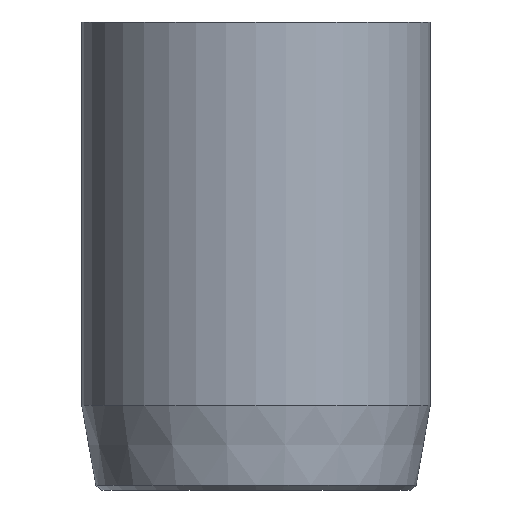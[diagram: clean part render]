
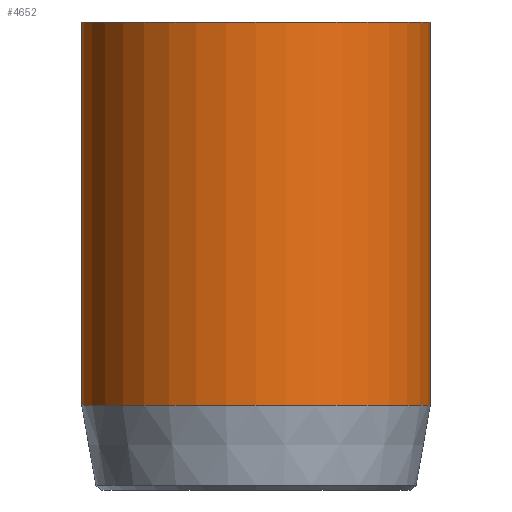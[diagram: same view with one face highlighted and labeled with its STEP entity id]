
A CAD part, front view. The second image highlights one B-rep face of the part: STEP entity #4652.
In plain terms, the highlighted cylindrical face has radius 1.75 mm (diameter 3.5 mm), a full revolution.
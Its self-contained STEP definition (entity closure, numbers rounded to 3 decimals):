
#624=CYLINDRICAL_SURFACE('',#4812,1.75);
#861=FACE_OUTER_BOUND('',#1137,.T.);
#1137=EDGE_LOOP('',(#4307,#4308,#4309,#4310,#4311));
#1468=LINE('',#8929,#1809);
#1809=VECTOR('',#5323,1.75);
#1847=CIRCLE('',#4797,1.75);
#1852=CIRCLE('',#4810,1.75);
#1853=CIRCLE('',#4811,1.75);
#2290=VERTEX_POINT('',#8903);
#2295=VERTEX_POINT('',#8923);
#2296=VERTEX_POINT('',#8924);
#2964=EDGE_CURVE('',#2290,#2290,#1847,.T.);
#2971=EDGE_CURVE('',#2295,#2296,#1852,.T.);
#2972=EDGE_CURVE('',#2296,#2295,#1853,.T.);
#2974=EDGE_CURVE('',#2290,#2295,#1468,.T.);
#4307=ORIENTED_EDGE('',*,*,#2964,.T.);
#4308=ORIENTED_EDGE('',*,*,#2974,.T.);
#4309=ORIENTED_EDGE('',*,*,#2971,.T.);
#4310=ORIENTED_EDGE('',*,*,#2972,.T.);
#4311=ORIENTED_EDGE('',*,*,#2974,.F.);
#4652=ADVANCED_FACE('',(#861),#624,.T.);
#4797=AXIS2_PLACEMENT_3D('',#8904,#5288,#5289);
#4810=AXIS2_PLACEMENT_3D('',#8925,#5316,#5317);
#4811=AXIS2_PLACEMENT_3D('',#8926,#5318,#5319);
#4812=AXIS2_PLACEMENT_3D('',#8928,#5321,#5322);
#5288=DIRECTION('center_axis',(0.,0.,-1.));
#5289=DIRECTION('ref_axis',(-1.,0.,0.));
#5316=DIRECTION('center_axis',(0.,0.,1.));
#5317=DIRECTION('ref_axis',(-1.,0.,0.));
#5318=DIRECTION('center_axis',(0.,0.,1.));
#5319=DIRECTION('ref_axis',(-1.,0.,0.));
#5321=DIRECTION('center_axis',(0.,0.,1.));
#5322=DIRECTION('ref_axis',(-1.,0.,0.));
#5323=DIRECTION('',(0.,0.,-1.));
#8903=CARTESIAN_POINT('',(1.75,0.,4.7));
#8904=CARTESIAN_POINT('Origin',(0.,0.,4.7));
#8923=CARTESIAN_POINT('',(1.75,0.,0.851));
#8924=CARTESIAN_POINT('',(-1.75,0.,0.851));
#8925=CARTESIAN_POINT('Origin',(0.,0.,0.851));
#8926=CARTESIAN_POINT('Origin',(0.,0.,0.851));
#8928=CARTESIAN_POINT('Origin',(0.,0.,0.));
#8929=CARTESIAN_POINT('',(1.75,0.,0.));
